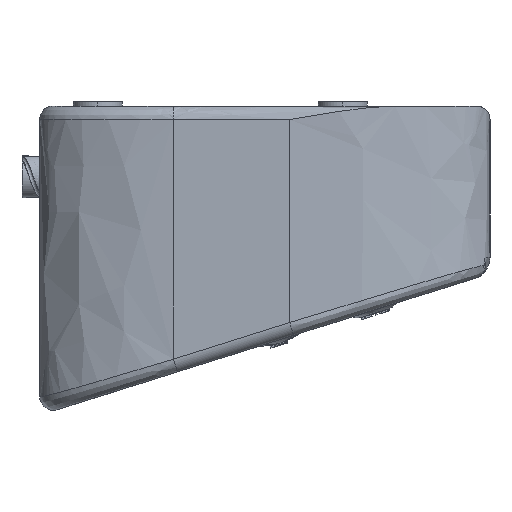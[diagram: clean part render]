
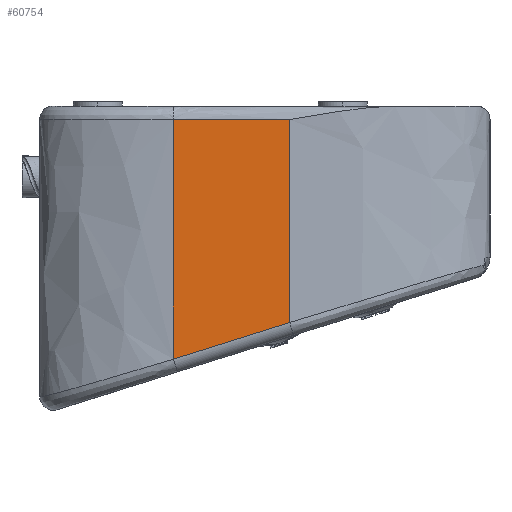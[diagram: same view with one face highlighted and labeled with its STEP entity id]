
A CAD part, left-side view. The second image highlights one B-rep face of the part: STEP entity #60754.
In plain terms, the highlighted free-form (B-spline) face has degree [1, 1] with [2, 2] control points.
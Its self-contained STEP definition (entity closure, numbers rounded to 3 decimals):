
#57654 = VERTEX_POINT('',#57655);
#57655 = CARTESIAN_POINT('',(1.225,102.549,
    124.809));
#58720 = EDGE_CURVE('',#58721,#58723,#58725,.T.);
#58721 = VERTEX_POINT('',#58722);
#58722 = CARTESIAN_POINT('',(1.225,102.549,
    164.909));
#58723 = VERTEX_POINT('',#58724);
#58724 = CARTESIAN_POINT('',(1.225,125.496,
    164.909));
#58725 = B_SPLINE_CURVE_WITH_KNOTS('',1,(#58726,#58727),.UNSPECIFIED.,
  .F.,.F.,(2,2),(43.44,69.54),
  .PIECEWISE_BEZIER_KNOTS.);
#58726 = CARTESIAN_POINT('',(1.225,102.549,
    164.909));
#58727 = CARTESIAN_POINT('',(1.225,125.496,
    164.909));
#60516 = VERTEX_POINT('',#60517);
#60517 = CARTESIAN_POINT('',(1.225,125.496,
    117.591));
#60611 = EDGE_CURVE('',#58723,#60516,#60612,.T.);
#60612 = B_SPLINE_CURVE_WITH_KNOTS('',3,(#60613,#60614,#60615,#60616),
  .UNSPECIFIED.,.F.,.F.,(4,4),(0.05,0.948),
  .PIECEWISE_BEZIER_KNOTS.);
#60613 = CARTESIAN_POINT('',(1.225,125.496,
    164.909));
#60614 = CARTESIAN_POINT('',(1.225,125.496,
    149.136));
#60615 = CARTESIAN_POINT('',(1.225,125.496,
    133.364));
#60616 = CARTESIAN_POINT('',(1.225,125.496,
    117.591));
#60754 = ADVANCED_FACE('',(#60755),#60771,.F.);
#60755 = FACE_BOUND('',#60756,.T.);
#60756 = EDGE_LOOP('',(#60757,#60762,#60769,#60770));
#60757 = ORIENTED_EDGE('',*,*,#60758,.T.);
#60758 = EDGE_CURVE('',#60516,#57654,#60759,.T.);
#60759 = B_SPLINE_CURVE_WITH_KNOTS('',1,(#60760,#60761),.UNSPECIFIED.,
  .F.,.F.,(2,2),(-68.11,-40.749),
  .PIECEWISE_BEZIER_KNOTS.);
#60760 = CARTESIAN_POINT('',(1.225,125.496,
    117.591));
#60761 = CARTESIAN_POINT('',(1.225,102.549,
    124.809));
#60762 = ORIENTED_EDGE('',*,*,#60763,.T.);
#60763 = EDGE_CURVE('',#57654,#58721,#60764,.T.);
#60764 = B_SPLINE_CURVE_WITH_KNOTS('',3,(#60765,#60766,#60767,#60768),
  .UNSPECIFIED.,.F.,.F.,(4,4),(0.,1.),.PIECEWISE_BEZIER_KNOTS.);
#60765 = CARTESIAN_POINT('',(1.225,102.549,
    124.809));
#60766 = CARTESIAN_POINT('',(1.225,102.549,
    138.176));
#60767 = CARTESIAN_POINT('',(1.225,102.549,
    151.542));
#60768 = CARTESIAN_POINT('',(1.225,102.549,
    164.909));
#60769 = ORIENTED_EDGE('',*,*,#58720,.T.);
#60770 = ORIENTED_EDGE('',*,*,#60611,.T.);
#60771 = B_SPLINE_SURFACE_WITH_KNOTS('',1,1,(
    (#60772,#60773)
    ,(#60774,#60775
    )),.UNSPECIFIED.,.F.,.F.,.F.,(2,2),(2,2),(43.44,
    69.54),(-5.911,47.908),
  .PIECEWISE_BEZIER_KNOTS.);
#60772 = CARTESIAN_POINT('',(1.225,102.549,
    117.591));
#60773 = CARTESIAN_POINT('',(1.225,102.549,
    164.909));
#60774 = CARTESIAN_POINT('',(1.225,125.496,
    117.591));
#60775 = CARTESIAN_POINT('',(1.225,125.496,
    164.909));
